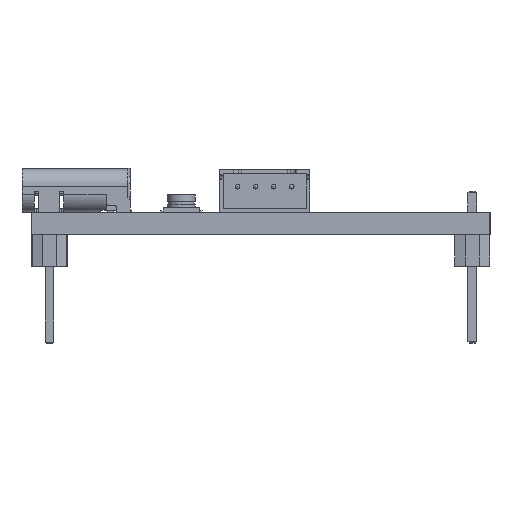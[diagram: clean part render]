
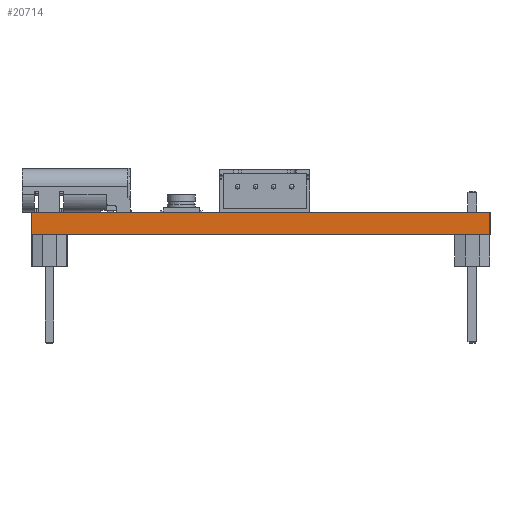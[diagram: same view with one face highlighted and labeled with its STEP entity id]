
A CAD part, left-side view. The second image highlights one B-rep face of the part: STEP entity #20714.
In plain terms, the highlighted planar face has unit normal (-1, 0, 0).
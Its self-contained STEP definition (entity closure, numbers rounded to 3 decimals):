
#788=FACE_OUTER_BOUND('',#2060,.T.);
#2060=EDGE_LOOP('',(#13891,#13892,#13893,#13894));
#3902=LINE('',#30118,#6226);
#3971=LINE('',#30346,#6295);
#4233=LINE('',#30926,#6557);
#4234=LINE('',#30927,#6558);
#6226=VECTOR('',#23943,1.);
#6295=VECTOR('',#24106,1.);
#6557=VECTOR('',#24420,1.);
#6558=VECTOR('',#24421,1.);
#8572=VERTEX_POINT('',#30115);
#8573=VERTEX_POINT('',#30117);
#8684=VERTEX_POINT('',#30343);
#8685=VERTEX_POINT('',#30345);
#10434=EDGE_CURVE('',#8572,#8573,#3902,.T.);
#10546=EDGE_CURVE('',#8685,#8684,#3971,.T.);
#10832=EDGE_CURVE('',#8572,#8685,#4233,.T.);
#10833=EDGE_CURVE('',#8573,#8684,#4234,.T.);
#13891=ORIENTED_EDGE('',*,*,#10832,.T.);
#13892=ORIENTED_EDGE('',*,*,#10546,.T.);
#13893=ORIENTED_EDGE('',*,*,#10833,.F.);
#13894=ORIENTED_EDGE('',*,*,#10434,.F.);
#19531=PLANE('',#22030);
#20714=ADVANCED_FACE('',(#788),#19531,.F.);
#22030=AXIS2_PLACEMENT_3D('',#30925,#24418,#24419);
#23943=DIRECTION('',(0.,1.,0.));
#24106=DIRECTION('',(0.,1.,0.));
#24418=DIRECTION('center_axis',(1.,0.,0.));
#24419=DIRECTION('ref_axis',(0.,0.,1.));
#24420=DIRECTION('',(0.,0.,1.));
#24421=DIRECTION('',(0.,0.,1.));
#30115=CARTESIAN_POINT('',(0.,0.,0.));
#30117=CARTESIAN_POINT('',(0.,32.995,0.));
#30118=CARTESIAN_POINT('',(0.,0.,0.));
#30343=CARTESIAN_POINT('',(0.,32.995,1.6));
#30345=CARTESIAN_POINT('',(0.,0.,1.6));
#30346=CARTESIAN_POINT('',(0.,0.,1.6));
#30925=CARTESIAN_POINT('Origin',(0.,0.,0.));
#30926=CARTESIAN_POINT('',(0.,0.,0.));
#30927=CARTESIAN_POINT('',(0.,32.995,0.));
